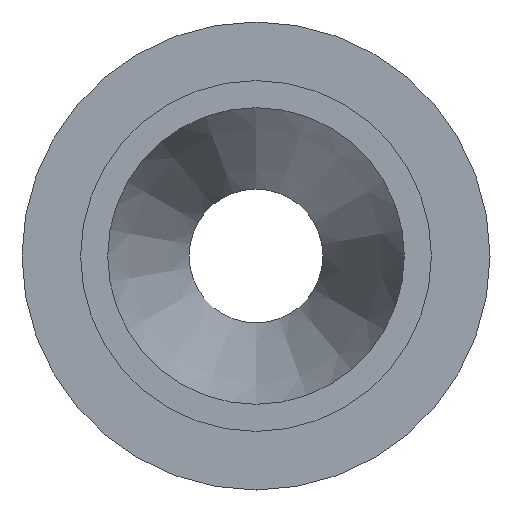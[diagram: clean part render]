
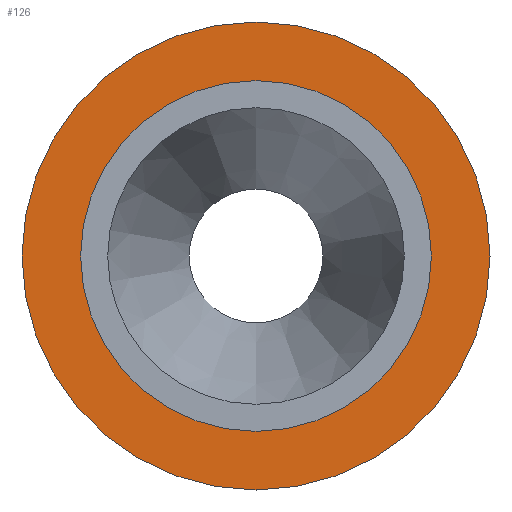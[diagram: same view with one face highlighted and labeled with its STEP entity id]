
A CAD part, left-side view. The second image highlights one B-rep face of the part: STEP entity #126.
In plain terms, the highlighted planar face has unit normal (-1, 0, 0).
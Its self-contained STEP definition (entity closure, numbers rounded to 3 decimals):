
#10 = VERTEX_POINT ( 'NONE', #229 ) ;
#32 = AXIS2_PLACEMENT_3D ( 'NONE', #288, #129, #72 ) ;
#37 = CARTESIAN_POINT ( 'NONE',  ( 0., 0., 0. ) ) ;
#68 = AXIS2_PLACEMENT_3D ( 'NONE', #37, #291, #174 ) ;
#72 = DIRECTION ( 'NONE',  ( 0., 0., -1. ) ) ;
#88 = ORIENTED_EDGE ( 'NONE', *, *, #110, .F. ) ;
#110 = EDGE_CURVE ( 'NONE', #348, #348, #117, .T. ) ;
#117 = CIRCLE ( 'NONE', #32, 27.45 ) ;
#126 = ADVANCED_FACE ( 'NONE', ( #202, #138 ), #149, .F. ) ;
#129 = DIRECTION ( 'NONE',  ( 1., 0., 0. ) ) ;
#132 = CARTESIAN_POINT ( 'NONE',  ( 0., 0., -27.45 ) ) ;
#133 = DIRECTION ( 'NONE',  ( -1., 0., 0. ) ) ;
#138 = FACE_OUTER_BOUND ( 'NONE', #318, .T. ) ;
#139 = CARTESIAN_POINT ( 'NONE',  ( 0., 0., 0. ) ) ;
#149 = PLANE ( 'NONE',  #68 ) ;
#174 = DIRECTION ( 'NONE',  ( 0., 0., -1. ) ) ;
#191 = ORIENTED_EDGE ( 'NONE', *, *, #259, .F. ) ;
#202 = FACE_BOUND ( 'NONE', #334, .T. ) ;
#229 = CARTESIAN_POINT ( 'NONE',  ( 0., 0., -20.575 ) ) ;
#259 = EDGE_CURVE ( 'NONE', #10, #10, #337, .T. ) ;
#270 = DIRECTION ( 'NONE',  ( 0., 0., -1. ) ) ;
#288 = CARTESIAN_POINT ( 'NONE',  ( 0., 0., 0. ) ) ;
#291 = DIRECTION ( 'NONE',  ( 1., 0., 0. ) ) ;
#294 = AXIS2_PLACEMENT_3D ( 'NONE', #139, #133, #270 ) ;
#318 = EDGE_LOOP ( 'NONE', ( #88 ) ) ;
#334 = EDGE_LOOP ( 'NONE', ( #191 ) ) ;
#337 = CIRCLE ( 'NONE', #294, 20.575 ) ;
#348 = VERTEX_POINT ( 'NONE', #132 ) ;
